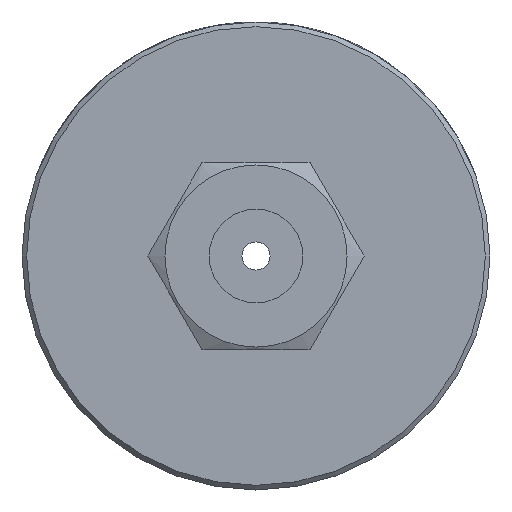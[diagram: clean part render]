
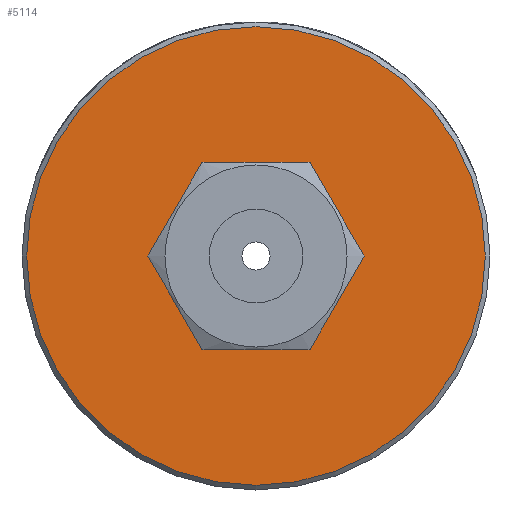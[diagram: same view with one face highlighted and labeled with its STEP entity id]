
A CAD part, front view. The second image highlights one B-rep face of the part: STEP entity #5114.
In plain terms, the highlighted planar face has unit normal (0, -1, 0).
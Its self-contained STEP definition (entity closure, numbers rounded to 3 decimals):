
#1503=ORIENTED_EDGE('',*,*,#2978,.T.);
#1504=ORIENTED_EDGE('',*,*,#2973,.T.);
#2973=EDGE_CURVE('',#3716,#3716,#4067,.F.);
#2978=EDGE_CURVE('',#3721,#3721,#4072,.T.);
#3716=VERTEX_POINT('',#7962);
#3721=VERTEX_POINT('',#7978);
#4067=CIRCLE('',#5524,3.95);
#4072=CIRCLE('',#5535,12.25);
#4166=EDGE_LOOP('',(#1503));
#4167=EDGE_LOOP('',(#1504));
#4559=FACE_BOUND('',#4166,.T.);
#4560=FACE_BOUND('',#4167,.T.);
#4904=PLANE('',#5534);
#5114=ADVANCED_FACE('',(#4559,#4560),#4904,.T.);
#5524=AXIS2_PLACEMENT_3D('',#7961,#6090,#6091);
#5534=AXIS2_PLACEMENT_3D('',#7976,#6110,#6111);
#5535=AXIS2_PLACEMENT_3D('',#7977,#6112,#6113);
#6090=DIRECTION('',(0.,-1.,0.));
#6091=DIRECTION('',(0.,0.,-1.));
#6110=DIRECTION('',(0.,-1.,0.));
#6111=DIRECTION('',(0.,0.,-1.));
#6112=DIRECTION('',(0.,-1.,0.));
#6113=DIRECTION('',(0.,0.,-1.));
#7961=CARTESIAN_POINT('',(0.,8.7,0.));
#7962=CARTESIAN_POINT('',(0.,8.7,-3.95));
#7976=CARTESIAN_POINT('',(0.,8.7,0.));
#7977=CARTESIAN_POINT('',(0.,8.7,0.));
#7978=CARTESIAN_POINT('',(0.,8.7,-12.25));
